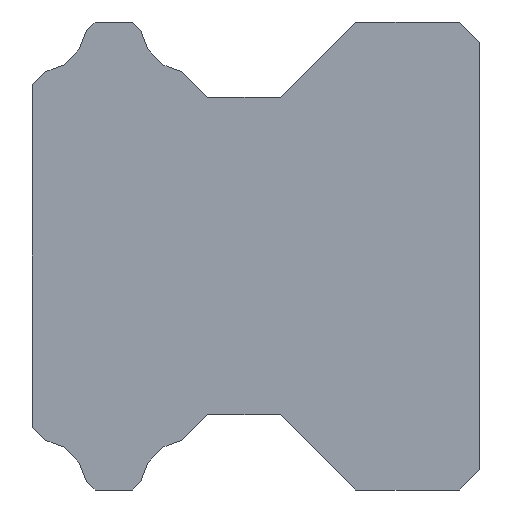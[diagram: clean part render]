
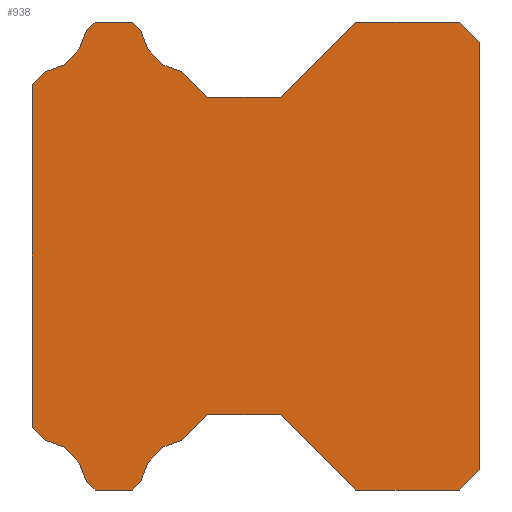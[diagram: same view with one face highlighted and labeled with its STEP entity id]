
A CAD part, left-side view. The second image highlights one B-rep face of the part: STEP entity #938.
In plain terms, the highlighted planar face has unit normal (-1, 0, 0).
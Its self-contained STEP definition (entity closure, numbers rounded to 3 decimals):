
#216=CARTESIAN_POINT('Vertex',(-30.,1.,11.5)) ;
#221=CARTESIAN_POINT('Line Origine',(-30.,0.5,11.)) ;
#225=CARTESIAN_POINT('Vertex',(-30.,0.,10.5)) ;
#256=CARTESIAN_POINT('Vertex',(-30.,0.,-10.5)) ;
#261=CARTESIAN_POINT('Line Origine',(-30.,0.5,-11.)) ;
#265=CARTESIAN_POINT('Vertex',(-30.,1.,-11.5)) ;
#292=CARTESIAN_POINT('Line Origine',(-30.,3.55,-11.5)) ;
#296=CARTESIAN_POINT('Vertex',(-30.,6.1,-11.5)) ;
#323=CARTESIAN_POINT('Line Origine',(-30.,7.95,-9.65)) ;
#327=CARTESIAN_POINT('Vertex',(-30.,9.8,-7.8)) ;
#354=CARTESIAN_POINT('Line Origine',(-30.,11.59,-7.8)) ;
#358=CARTESIAN_POINT('Vertex',(-30.,13.379,-7.8)) ;
#385=CARTESIAN_POINT('Line Origine',(-30.,13.996,-8.417)) ;
#389=CARTESIAN_POINT('Vertex',(-30.,14.613,-9.034)) ;
#416=CARTESIAN_POINT('Axis2P3D Location',(-30.,14.222,-11.483)) ;
#420=CARTESIAN_POINT('Vertex',(-30.,16.671,-11.092)) ;
#447=CARTESIAN_POINT('Line Origine',(-30.,16.875,-11.296)) ;
#451=CARTESIAN_POINT('Vertex',(-30.,17.079,-11.5)) ;
#473=CARTESIAN_POINT('Line Origine',(-30.,17.995,-11.5)) ;
#477=CARTESIAN_POINT('Vertex',(-30.,18.91,-11.5)) ;
#504=CARTESIAN_POINT('Line Origine',(-30.,19.121,-11.29)) ;
#508=CARTESIAN_POINT('Vertex',(-30.,19.331,-11.079)) ;
#535=CARTESIAN_POINT('Axis2P3D Location',(-30.,21.778,-11.483)) ;
#539=CARTESIAN_POINT('Vertex',(-30.,21.375,-9.036)) ;
#566=CARTESIAN_POINT('Line Origine',(-30.,21.687,-8.723)) ;
#570=CARTESIAN_POINT('Vertex',(-30.,22.,-8.41)) ;
#601=CARTESIAN_POINT('Vertex',(-30.,22.,8.41)) ;
#606=CARTESIAN_POINT('Line Origine',(-30.,21.687,8.723)) ;
#610=CARTESIAN_POINT('Vertex',(-30.,21.375,9.036)) ;
#637=CARTESIAN_POINT('Axis2P3D Location',(-30.,21.778,11.483)) ;
#641=CARTESIAN_POINT('Vertex',(-30.,19.331,11.079)) ;
#668=CARTESIAN_POINT('Line Origine',(-30.,19.121,11.29)) ;
#672=CARTESIAN_POINT('Vertex',(-30.,18.91,11.5)) ;
#699=CARTESIAN_POINT('Line Origine',(-30.,17.995,11.5)) ;
#703=CARTESIAN_POINT('Vertex',(-30.,17.079,11.5)) ;
#730=CARTESIAN_POINT('Line Origine',(-30.,16.875,11.296)) ;
#734=CARTESIAN_POINT('Vertex',(-30.,16.671,11.092)) ;
#761=CARTESIAN_POINT('Axis2P3D Location',(-30.,14.222,11.483)) ;
#765=CARTESIAN_POINT('Vertex',(-30.,14.613,9.034)) ;
#792=CARTESIAN_POINT('Line Origine',(-30.,13.996,8.417)) ;
#796=CARTESIAN_POINT('Vertex',(-30.,13.379,7.8)) ;
#823=CARTESIAN_POINT('Line Origine',(-30.,11.59,7.8)) ;
#827=CARTESIAN_POINT('Vertex',(-30.,9.8,7.8)) ;
#854=CARTESIAN_POINT('Line Origine',(-30.,7.95,9.65)) ;
#858=CARTESIAN_POINT('Vertex',(-30.,6.1,11.5)) ;
#880=CARTESIAN_POINT('Line Origine',(-30.,3.55,11.5)) ;
#897=CARTESIAN_POINT('Axis2P3D Location',(-30.,0.,0.)) ;
#902=CARTESIAN_POINT('Line Origine',(-30.,22.,0.)) ;
#907=CARTESIAN_POINT('Line Origine',(-30.,0.,0.)) ;
#222=DIRECTION('Vector Direction',(0.,-0.707,-0.707)) ;
#262=DIRECTION('Vector Direction',(0.,0.707,-0.707)) ;
#293=DIRECTION('Vector Direction',(0.,1.,0.)) ;
#324=DIRECTION('Vector Direction',(0.,0.707,0.707)) ;
#355=DIRECTION('Vector Direction',(0.,1.,0.)) ;
#386=DIRECTION('Vector Direction',(0.,0.707,-0.707)) ;
#417=DIRECTION('Axis2P3D Direction',(1.,-0.,0.)) ;
#448=DIRECTION('Vector Direction',(0.,0.707,-0.707)) ;
#474=DIRECTION('Vector Direction',(0.,1.,0.)) ;
#505=DIRECTION('Vector Direction',(0.,0.707,0.707)) ;
#536=DIRECTION('Axis2P3D Direction',(1.,-0.,0.)) ;
#567=DIRECTION('Vector Direction',(0.,0.707,0.707)) ;
#607=DIRECTION('Vector Direction',(0.,-0.707,0.707)) ;
#638=DIRECTION('Axis2P3D Direction',(1.,-0.,0.)) ;
#669=DIRECTION('Vector Direction',(0.,-0.707,0.707)) ;
#700=DIRECTION('Vector Direction',(0.,-1.,0.)) ;
#731=DIRECTION('Vector Direction',(0.,-0.707,-0.707)) ;
#762=DIRECTION('Axis2P3D Direction',(1.,-0.,0.)) ;
#793=DIRECTION('Vector Direction',(0.,-0.707,-0.707)) ;
#824=DIRECTION('Vector Direction',(0.,-1.,0.)) ;
#855=DIRECTION('Vector Direction',(0.,-0.707,0.707)) ;
#881=DIRECTION('Vector Direction',(0.,-1.,0.)) ;
#898=DIRECTION('Axis2P3D Direction',(1.,-0.,0.)) ;
#899=DIRECTION('Axis2P3D XDirection',(0.,0.,-1.)) ;
#903=DIRECTION('Vector Direction',(0.,0.,1.)) ;
#908=DIRECTION('Vector Direction',(0.,0.,-1.)) ;
#418=AXIS2_PLACEMENT_3D('Circle Axis2P3D',#416,#417,$) ;
#537=AXIS2_PLACEMENT_3D('Circle Axis2P3D',#535,#536,$) ;
#639=AXIS2_PLACEMENT_3D('Circle Axis2P3D',#637,#638,$) ;
#763=AXIS2_PLACEMENT_3D('Circle Axis2P3D',#761,#762,$) ;
#900=AXIS2_PLACEMENT_3D('Plane Axis2P3D',#897,#898,#899) ;
#913=ORIENTED_EDGE('',*,*,#884,.F.) ;
#914=ORIENTED_EDGE('',*,*,#860,.F.) ;
#915=ORIENTED_EDGE('',*,*,#829,.F.) ;
#916=ORIENTED_EDGE('',*,*,#798,.F.) ;
#917=ORIENTED_EDGE('',*,*,#767,.F.) ;
#918=ORIENTED_EDGE('',*,*,#736,.F.) ;
#919=ORIENTED_EDGE('',*,*,#705,.F.) ;
#920=ORIENTED_EDGE('',*,*,#674,.F.) ;
#921=ORIENTED_EDGE('',*,*,#643,.F.) ;
#922=ORIENTED_EDGE('',*,*,#612,.F.) ;
#923=ORIENTED_EDGE('',*,*,#906,.F.) ;
#924=ORIENTED_EDGE('',*,*,#572,.F.) ;
#925=ORIENTED_EDGE('',*,*,#541,.F.) ;
#926=ORIENTED_EDGE('',*,*,#510,.F.) ;
#927=ORIENTED_EDGE('',*,*,#479,.F.) ;
#928=ORIENTED_EDGE('',*,*,#453,.F.) ;
#929=ORIENTED_EDGE('',*,*,#422,.F.) ;
#930=ORIENTED_EDGE('',*,*,#391,.F.) ;
#931=ORIENTED_EDGE('',*,*,#360,.F.) ;
#932=ORIENTED_EDGE('',*,*,#329,.F.) ;
#933=ORIENTED_EDGE('',*,*,#298,.F.) ;
#934=ORIENTED_EDGE('',*,*,#267,.F.) ;
#935=ORIENTED_EDGE('',*,*,#911,.F.) ;
#936=ORIENTED_EDGE('',*,*,#227,.F.) ;
#223=VECTOR('Line Direction',#222,1.) ;
#263=VECTOR('Line Direction',#262,1.) ;
#294=VECTOR('Line Direction',#293,1.) ;
#325=VECTOR('Line Direction',#324,1.) ;
#356=VECTOR('Line Direction',#355,1.) ;
#387=VECTOR('Line Direction',#386,1.) ;
#449=VECTOR('Line Direction',#448,1.) ;
#475=VECTOR('Line Direction',#474,1.) ;
#506=VECTOR('Line Direction',#505,1.) ;
#568=VECTOR('Line Direction',#567,1.) ;
#608=VECTOR('Line Direction',#607,1.) ;
#670=VECTOR('Line Direction',#669,1.) ;
#701=VECTOR('Line Direction',#700,1.) ;
#732=VECTOR('Line Direction',#731,1.) ;
#794=VECTOR('Line Direction',#793,1.) ;
#825=VECTOR('Line Direction',#824,1.) ;
#856=VECTOR('Line Direction',#855,1.) ;
#882=VECTOR('Line Direction',#881,1.) ;
#904=VECTOR('Line Direction',#903,1.) ;
#909=VECTOR('Line Direction',#908,1.) ;
#938=ADVANCED_FACE('HSV25_RAIL_3000L',(#937),#901,.F.) ;
#419=CIRCLE('generated circle',#418,2.48) ;
#538=CIRCLE('generated circle',#537,2.48) ;
#640=CIRCLE('generated circle',#639,2.48) ;
#764=CIRCLE('generated circle',#763,2.48) ;
#227=EDGE_CURVE('',#217,#226,#224,.T.) ;
#267=EDGE_CURVE('',#257,#266,#264,.T.) ;
#298=EDGE_CURVE('',#266,#297,#295,.T.) ;
#329=EDGE_CURVE('',#297,#328,#326,.T.) ;
#360=EDGE_CURVE('',#328,#359,#357,.T.) ;
#391=EDGE_CURVE('',#359,#390,#388,.T.) ;
#422=EDGE_CURVE('',#390,#421,#419,.F.) ;
#453=EDGE_CURVE('',#421,#452,#450,.T.) ;
#479=EDGE_CURVE('',#452,#478,#476,.T.) ;
#510=EDGE_CURVE('',#478,#509,#507,.T.) ;
#541=EDGE_CURVE('',#509,#540,#538,.F.) ;
#572=EDGE_CURVE('',#540,#571,#569,.T.) ;
#612=EDGE_CURVE('',#602,#611,#609,.T.) ;
#643=EDGE_CURVE('',#611,#642,#640,.F.) ;
#674=EDGE_CURVE('',#642,#673,#671,.T.) ;
#705=EDGE_CURVE('',#673,#704,#702,.T.) ;
#736=EDGE_CURVE('',#704,#735,#733,.T.) ;
#767=EDGE_CURVE('',#735,#766,#764,.F.) ;
#798=EDGE_CURVE('',#766,#797,#795,.T.) ;
#829=EDGE_CURVE('',#797,#828,#826,.T.) ;
#860=EDGE_CURVE('',#828,#859,#857,.T.) ;
#884=EDGE_CURVE('',#859,#217,#883,.T.) ;
#906=EDGE_CURVE('',#571,#602,#905,.T.) ;
#911=EDGE_CURVE('',#226,#257,#910,.T.) ;
#912=EDGE_LOOP('',(#913,#914,#915,#916,#917,#918,#919,#920,#921,#922,#923,#924,#925,#926,#927,#928,#929,#930,#931,#932,#933,#934,#935,#936)) ;
#937=FACE_OUTER_BOUND('',#912,.T.) ;
#224=LINE('Line',#221,#223) ;
#264=LINE('Line',#261,#263) ;
#295=LINE('Line',#292,#294) ;
#326=LINE('Line',#323,#325) ;
#357=LINE('Line',#354,#356) ;
#388=LINE('Line',#385,#387) ;
#450=LINE('Line',#447,#449) ;
#476=LINE('Line',#473,#475) ;
#507=LINE('Line',#504,#506) ;
#569=LINE('Line',#566,#568) ;
#609=LINE('Line',#606,#608) ;
#671=LINE('Line',#668,#670) ;
#702=LINE('Line',#699,#701) ;
#733=LINE('Line',#730,#732) ;
#795=LINE('Line',#792,#794) ;
#826=LINE('Line',#823,#825) ;
#857=LINE('Line',#854,#856) ;
#883=LINE('Line',#880,#882) ;
#905=LINE('Line',#902,#904) ;
#910=LINE('Line',#907,#909) ;
#901=PLANE('',#900) ;
#217=VERTEX_POINT('',#216) ;
#226=VERTEX_POINT('',#225) ;
#257=VERTEX_POINT('',#256) ;
#266=VERTEX_POINT('',#265) ;
#297=VERTEX_POINT('',#296) ;
#328=VERTEX_POINT('',#327) ;
#359=VERTEX_POINT('',#358) ;
#390=VERTEX_POINT('',#389) ;
#421=VERTEX_POINT('',#420) ;
#452=VERTEX_POINT('',#451) ;
#478=VERTEX_POINT('',#477) ;
#509=VERTEX_POINT('',#508) ;
#540=VERTEX_POINT('',#539) ;
#571=VERTEX_POINT('',#570) ;
#602=VERTEX_POINT('',#601) ;
#611=VERTEX_POINT('',#610) ;
#642=VERTEX_POINT('',#641) ;
#673=VERTEX_POINT('',#672) ;
#704=VERTEX_POINT('',#703) ;
#735=VERTEX_POINT('',#734) ;
#766=VERTEX_POINT('',#765) ;
#797=VERTEX_POINT('',#796) ;
#828=VERTEX_POINT('',#827) ;
#859=VERTEX_POINT('',#858) ;
